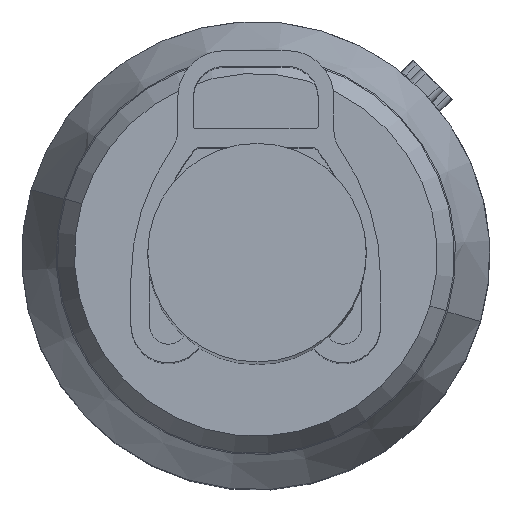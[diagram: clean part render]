
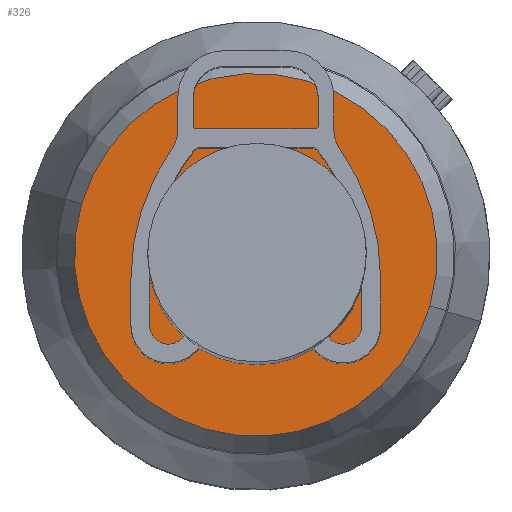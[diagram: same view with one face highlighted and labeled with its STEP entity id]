
A CAD part, top view. The second image highlights one B-rep face of the part: STEP entity #326.
In plain terms, the highlighted planar face has unit normal (0, 0, 1).
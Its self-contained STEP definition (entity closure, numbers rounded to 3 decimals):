
#61=AXIS2_PLACEMENT_3D('Circle Axis2P3D',#59,#60,$) ;
#181=AXIS2_PLACEMENT_3D('Circle Axis2P3D',#179,#180,$) ;
#302=AXIS2_PLACEMENT_3D('Plane Axis2P3D',#299,#300,#301) ;
#306=AXIS2_PLACEMENT_3D('Circle Axis2P3D',#304,#305,$) ;
#315=AXIS2_PLACEMENT_3D('Circle Axis2P3D',#313,#314,$) ;
#56=CARTESIAN_POINT('Vertex',(7.538,3.982,44.)) ;
#59=CARTESIAN_POINT('Axis2P3D Location',(7.538,7.482,44.)) ;
#63=CARTESIAN_POINT('Vertex',(7.538,10.982,44.)) ;
#179=CARTESIAN_POINT('Axis2P3D Location',(7.538,7.482,44.)) ;
#299=CARTESIAN_POINT('Axis2P3D Location',(11.609,3.391,44.)) ;
#304=CARTESIAN_POINT('Axis2P3D Location',(7.5,7.5,44.)) ;
#308=CARTESIAN_POINT('Vertex',(13.076,5.864,44.)) ;
#310=CARTESIAN_POINT('Vertex',(1.924,9.136,44.)) ;
#313=CARTESIAN_POINT('Axis2P3D Location',(7.5,7.5,44.)) ;
#60=DIRECTION('Axis2P3D Direction',(0.,0.,1.)) ;
#180=DIRECTION('Axis2P3D Direction',(0.,0.,1.)) ;
#300=DIRECTION('Axis2P3D Direction',(0.,0.,1.)) ;
#301=DIRECTION('Axis2P3D XDirection',(0.707,0.707,0.)) ;
#305=DIRECTION('Axis2P3D Direction',(0.,0.,1.)) ;
#314=DIRECTION('Axis2P3D Direction',(0.,0.,1.)) ;
#319=ORIENTED_EDGE('',*,*,#312,.T.) ;
#320=ORIENTED_EDGE('',*,*,#317,.T.) ;
#323=ORIENTED_EDGE('',*,*,#65,.F.) ;
#324=ORIENTED_EDGE('',*,*,#183,.F.) ;
#325=FACE_BOUND('',#322,.T.) ;
#326=ADVANCED_FACE('Hauptk\X2\00F6\X0\rper',(#321,#325),#303,.T.) ;
#62=CIRCLE('generated circle',#61,3.5) ;
#182=CIRCLE('generated circle',#181,3.5) ;
#307=CIRCLE('generated circle',#306,5.811) ;
#316=CIRCLE('generated circle',#315,5.811) ;
#65=EDGE_CURVE('',#57,#64,#62,.T.) ;
#183=EDGE_CURVE('',#64,#57,#182,.T.) ;
#312=EDGE_CURVE('',#309,#311,#307,.T.) ;
#317=EDGE_CURVE('',#311,#309,#316,.T.) ;
#318=EDGE_LOOP('',(#319,#320)) ;
#322=EDGE_LOOP('',(#323,#324)) ;
#321=FACE_OUTER_BOUND('',#318,.T.) ;
#303=PLANE('',#302) ;
#57=VERTEX_POINT('',#56) ;
#64=VERTEX_POINT('',#63) ;
#309=VERTEX_POINT('',#308) ;
#311=VERTEX_POINT('',#310) ;
